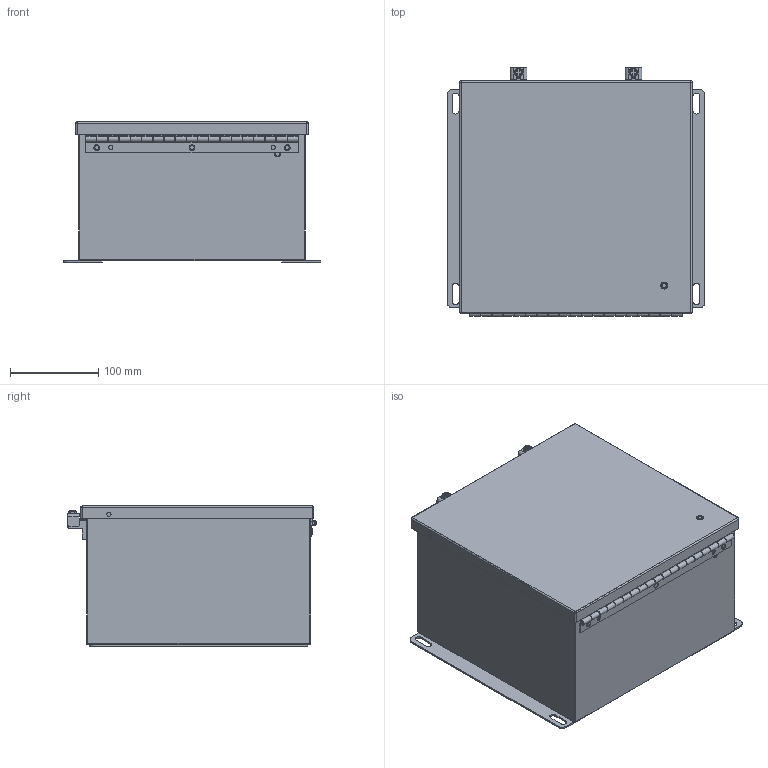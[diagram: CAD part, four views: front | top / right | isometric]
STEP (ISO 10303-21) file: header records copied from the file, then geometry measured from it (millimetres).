
FILE_DESCRIPTION (( 'STEP AP214' ), '1' );
FILE_NAME ('SCE-10106CHNF.STEP', '2021-01-12T22:06:49', ( '' ), ( '' ), 'SwSTEP 2.0', 'SolidWorks 2019', '' );
FILE_SCHEMA (( 'AUTOMOTIVE_DESIGN' ));
Length unit declared in the file: inch
Products named in the file (1): SCE-10106CHNF
Bounding box: 292.1 x 282.05 x 159.13 mm (x, y, z)
Volume: 678711.3 mm3; surface area: 834640.5 mm2
Topology: 37 solids, 37 shells, 1225 faces, 3112 edges, 1873 vertices
Faces by surface type: plane 537, cylinder 341, bspline 291, cone 35, sphere 20, torus 1
Full cylindrical faces by diameter (mm): 3.124 x1, 4.762 x2, 4.775 x11, 4.78 x2, 4.826 x9, 4.902 x7, 5.537 x2, 6.35 x4, 6.502 x7, 7.112 x4, 7.14 x4, 9.474 x4, 10.058 x2
Entity records: 65991 total; most frequent: CARTESIAN_POINT 23492, ORIENTED_EDGE 5688, DIRECTION 4671, EDGE_CURVE 2844, VERTEX_POINT 1838, AXIS2_PLACEMENT_3D 1647, EDGE_LOOP 1438, LINE 1377
